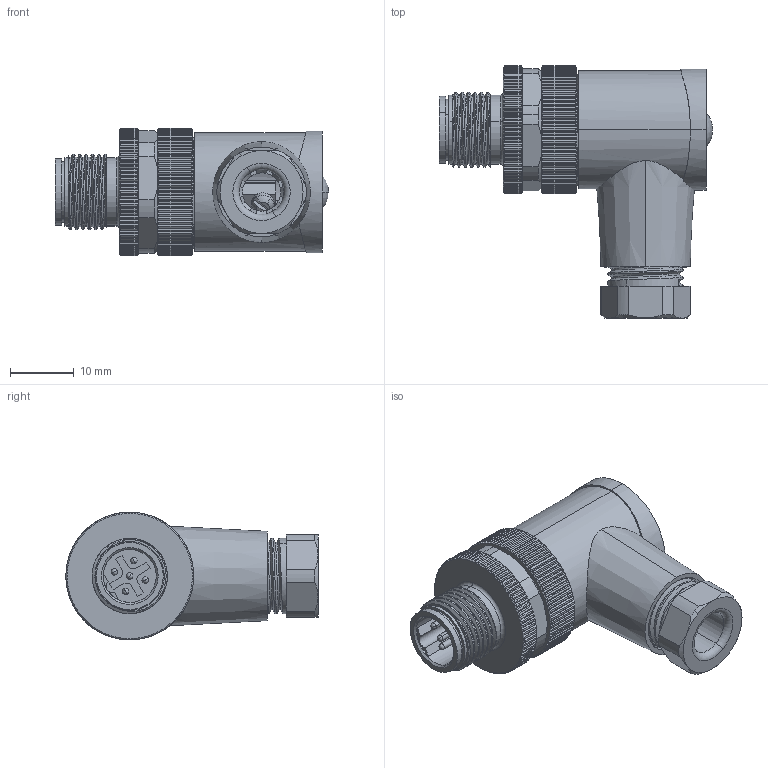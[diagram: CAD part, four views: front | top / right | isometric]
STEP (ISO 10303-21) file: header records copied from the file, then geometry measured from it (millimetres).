
FILE_DESCRIPTION (( 'STEP AP203' ), '1' );
FILE_NAME ('55-00279_revA.STEP', '2024-07-16T00:46:14', ( '' ), ( '' ), 'SwSTEP 2.0', 'SolidWorks 2021', '' );
FILE_SCHEMA (( 'CONFIG_CONTROL_DESIGN' ));
Length unit declared in the file: millimetre
Products named in the file (12): 55-00279-08___; 55-00279-10___; 55-00279-03___; 55-00279-09___; 55-00279-01___; 55-00279-06___; 55-00279-11___; 55-00279-02; 55-00279-05___; 55-00279-07___; 55-00279_revA; 55-00279-04___
Assembly tree (18 placements, depth 2):
  55-00279_revA
    55-00279-01___
    55-00279-02
    55-00279-03___
    55-00279-04___
    55-00279-06___
    55-00279-07___  x4
    55-00279-08___  x5
    55-00279-05___
    55-00279-09___
    55-00279-10___
    55-00279-11___
Bounding box: 42.8 x 39.5 x 20 mm (x, y, z)
Volume: 9136 mm3; surface area: 14239.9 mm2
Topology: 18 solids, 18 shells, 1649 faces, 3955 edges, 2368 vertices
Faces by surface type: plane 574, cylinder 539, cone 458, sphere 34, bspline 34, torus 10
Entity records: 54891 total; most frequent: CARTESIAN_POINT 21694, ORIENTED_EDGE 6842, DIRECTION 6458, EDGE_CURVE 3421, AXIS2_PLACEMENT_3D 2669, VERTEX_POINT 2024, EDGE_LOOP 1527, FACE_OUTER_BOUND 1455
